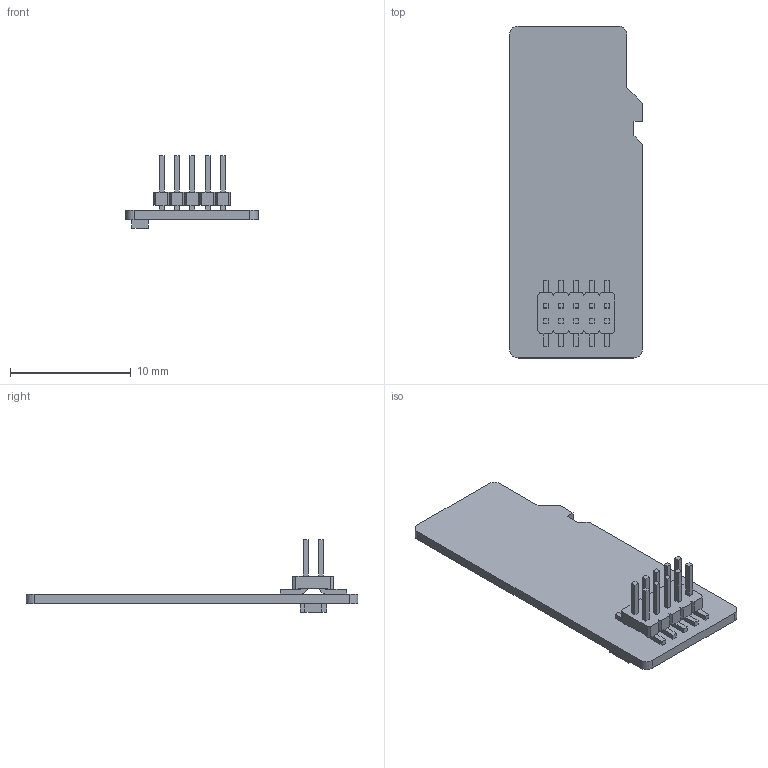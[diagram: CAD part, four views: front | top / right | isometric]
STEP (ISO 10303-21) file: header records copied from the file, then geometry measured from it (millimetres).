
FILE_DESCRIPTION(('Open CASCADE Model'),'2;1');
FILE_NAME('Open CASCADE Shape Model','2020-06-17T13:52:05',('Author'),( 'Open CASCADE'),'Open CASCADE STEP processor 6.8','Open CASCADE 6.8' ,'Unknown');
FILE_SCHEMA(('AUTOMOTIVE_DESIGN { 1 0 10303 214 1 1 1 1 }'));
Length unit declared in the file: millimetre
Products named in the file (10): PCB; Board; Open CASCADE STEP translator 6.8 1.1.1; R1; 6959205808; Extruded; 6959203488; J1; 20021121-00010XXLFc
Assembly tree (10 placements, depth 4):
  PCB
    Board
      Open CASCADE STEP translator 6.8 1.1.1
    R1
      6959205808  x2
        Extruded
      6959203488
        Extruded
    J1
      20021121-00010XXLFc
Bounding box: 11 x 27.5 x 6 mm (x, y, z)
Volume: 266.6 mm3; surface area: 808.1 mm2
Topology: 5 solids, 5 shells, 212 faces, 566 edges, 364 vertices
Faces by surface type: plane 188, cylinder 24
Entity records: 6553 total; most frequent: CARTESIAN_POINT 1127, ORIENTED_EDGE 1108, DIRECTION 1036, EDGE_CURVE 554, LINE 506, VECTOR 506, VERTEX_POINT 356, AXIS2_PLACEMENT_3D 265
